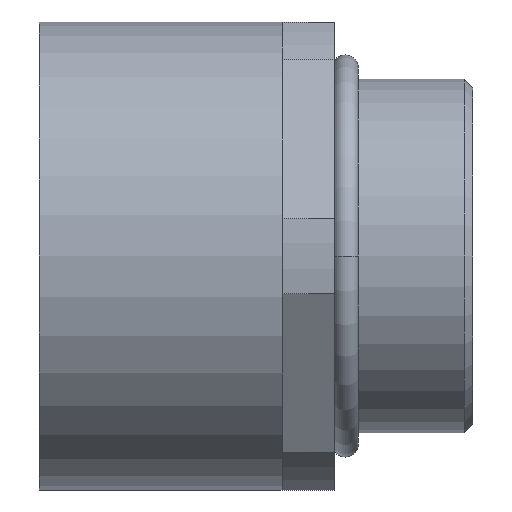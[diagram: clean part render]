
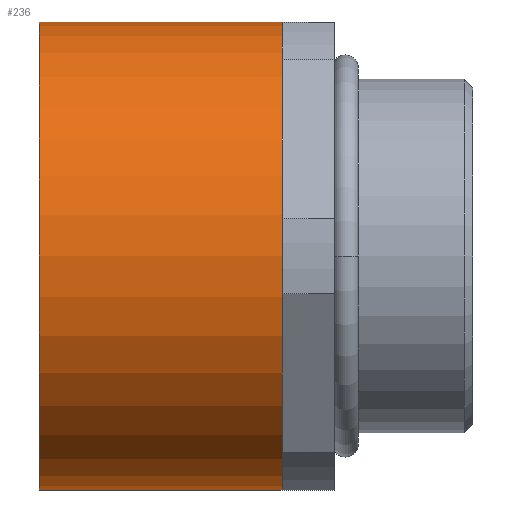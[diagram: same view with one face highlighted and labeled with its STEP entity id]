
A CAD part, left-side view. The second image highlights one B-rep face of the part: STEP entity #236.
In plain terms, the highlighted cylindrical face has radius 13.5 mm (diameter 27 mm), a partial arc.
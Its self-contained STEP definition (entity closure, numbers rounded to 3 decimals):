
#5 = CIRCLE ( 'NONE', #1159, 13.5 ) ;
#11 = CIRCLE ( 'NONE', #1184, 13.5 ) ;
#13 = CIRCLE ( 'NONE', #1192, 13.5 ) ;
#28 = EDGE_CURVE ( 'NONE', #1028, #1030, #790, .T. ) ;
#31 = EDGE_CURVE ( 'NONE', #1075, #1029, #781, .T. ) ;
#60 = CIRCLE ( 'NONE', #1199, 13.5 ) ;
#121 = CARTESIAN_POINT ( 'NONE',  ( -11.691, -1., 6.75 ) ) ;
#135 = CARTESIAN_POINT ( 'NONE',  ( -11.691, -1., -6.75 ) ) ;
#148 = CARTESIAN_POINT ( 'NONE',  ( 0., -1., -13.5 ) ) ;
#181 = EDGE_CURVE ( 'NONE', #1032, #1028, #60, .T. ) ;
#187 = EDGE_CURVE ( 'NONE', #1060, #1032, #13, .T. ) ;
#191 = EDGE_CURVE ( 'NONE', #1075, #1060, #11, .T. ) ;
#213 = EDGE_CURVE ( 'NONE', #1029, #1030, #5, .T. ) ;
#236 = ADVANCED_FACE ( 'NONE', ( #390 ), #387, .T. ) ;
#386 = AXIS2_PLACEMENT_3D ( 'NONE', #505, #504, #503 ) ;
#387 = CYLINDRICAL_SURFACE ( 'NONE', #386, 13.5 ) ;
#390 = FACE_OUTER_BOUND ( 'NONE', #1013, .T. ) ;
#396 = CARTESIAN_POINT ( 'NONE',  ( 0., 13., 13.5 ) ) ;
#398 = CARTESIAN_POINT ( 'NONE',  ( 0., 13., -13.5 ) ) ;
#400 = CARTESIAN_POINT ( 'NONE',  ( 0., -1., 13.5 ) ) ;
#503 = DIRECTION ( 'NONE',  ( 0., 0., 1. ) ) ;
#504 = DIRECTION ( 'NONE',  ( 0., 1., 0. ) ) ;
#505 = CARTESIAN_POINT ( 'NONE',  ( 0., 12.783, 0. ) ) ;
#579 = DIRECTION ( 'NONE',  ( 0., 0., 1. ) ) ;
#580 = DIRECTION ( 'NONE',  ( 0., 1., 0. ) ) ;
#593 = CARTESIAN_POINT ( 'NONE',  ( 0., 13., 0. ) ) ;
#645 = DIRECTION ( 'NONE',  ( 0., 0., 1. ) ) ;
#646 = DIRECTION ( 'NONE',  ( 0., 1., 0. ) ) ;
#647 = CARTESIAN_POINT ( 'NONE',  ( 0., -1., 0. ) ) ;
#657 = DIRECTION ( 'NONE',  ( 0., 0., 1. ) ) ;
#658 = DIRECTION ( 'NONE',  ( 0., 1., 0. ) ) ;
#659 = CARTESIAN_POINT ( 'NONE',  ( 0., -1., 0. ) ) ;
#675 = DIRECTION ( 'NONE',  ( 0., 0., 1. ) ) ;
#676 = DIRECTION ( 'NONE',  ( 0., 1., 0. ) ) ;
#683 = CARTESIAN_POINT ( 'NONE',  ( 0., -1., 0. ) ) ;
#779 = DIRECTION ( 'NONE',  ( 0., 1., 0. ) ) ;
#780 = CARTESIAN_POINT ( 'NONE',  ( 0., 12.783, -13.5 ) ) ;
#781 = LINE ( 'NONE', #780, #1213 ) ;
#788 = DIRECTION ( 'NONE',  ( 0., 1., 0. ) ) ;
#789 = CARTESIAN_POINT ( 'NONE',  ( 0., 12.783, 13.5 ) ) ;
#790 = LINE ( 'NONE', #789, #1219 ) ;
#914 = ORIENTED_EDGE ( 'NONE', *, *, #213, .F. ) ;
#915 = ORIENTED_EDGE ( 'NONE', *, *, #28, .T. ) ;
#916 = ORIENTED_EDGE ( 'NONE', *, *, #187, .T. ) ;
#917 = ORIENTED_EDGE ( 'NONE', *, *, #191, .T. ) ;
#918 = ORIENTED_EDGE ( 'NONE', *, *, #31, .F. ) ;
#923 = ORIENTED_EDGE ( 'NONE', *, *, #181, .T. ) ;
#1013 = EDGE_LOOP ( 'NONE', ( #918, #917, #916, #923, #915, #914 ) ) ;
#1028 = VERTEX_POINT ( 'NONE', #400 ) ;
#1029 = VERTEX_POINT ( 'NONE', #398 ) ;
#1030 = VERTEX_POINT ( 'NONE', #396 ) ;
#1032 = VERTEX_POINT ( 'NONE', #121 ) ;
#1060 = VERTEX_POINT ( 'NONE', #135 ) ;
#1075 = VERTEX_POINT ( 'NONE', #148 ) ;
#1159 = AXIS2_PLACEMENT_3D ( 'NONE', #593, #580, #579 ) ;
#1184 = AXIS2_PLACEMENT_3D ( 'NONE', #647, #646, #645 ) ;
#1192 = AXIS2_PLACEMENT_3D ( 'NONE', #659, #658, #657 ) ;
#1199 = AXIS2_PLACEMENT_3D ( 'NONE', #683, #676, #675 ) ;
#1213 = VECTOR ( 'NONE', #779, 1000. ) ;
#1219 = VECTOR ( 'NONE', #788, 1000. ) ;
